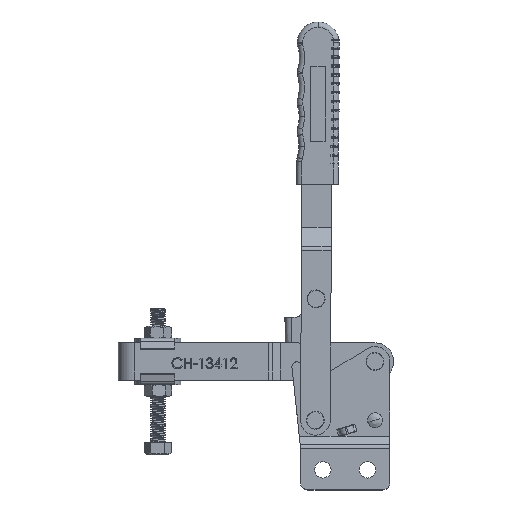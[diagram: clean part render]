
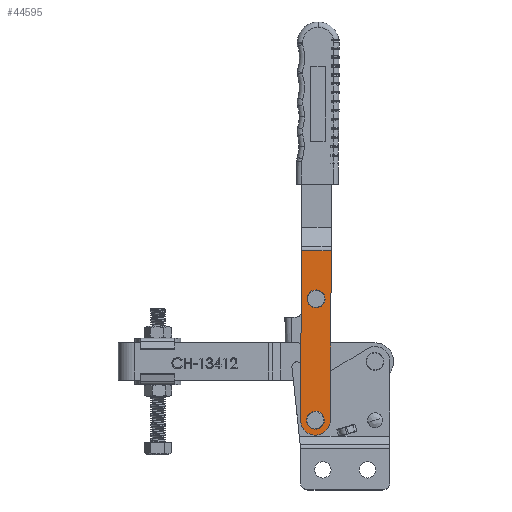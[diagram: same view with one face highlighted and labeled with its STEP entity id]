
A CAD part, top view. The second image highlights one B-rep face of the part: STEP entity #44595.
In plain terms, the highlighted face is planar.
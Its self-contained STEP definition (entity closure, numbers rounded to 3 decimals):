
#713 = VERTEX_POINT ( 'NONE', #30626 ) ;
#884 = DIRECTION ( 'NONE',  ( 0., -1., 0. ) ) ;
#892 = LINE ( 'NONE', #52160, #23033 ) ;
#1078 = DIRECTION ( 'NONE',  ( 0., -1., 0. ) ) ;
#1581 = CARTESIAN_POINT ( 'NONE',  ( 10., 0., 20. ) ) ;
#3365 = EDGE_CURVE ( 'NONE', #18583, #23396, #14607, .T. ) ;
#3387 = FACE_BOUND ( 'NONE', #19182, .T. ) ;
#4352 = PLANE ( 'NONE',  #38323 ) ;
#4561 = CARTESIAN_POINT ( 'NONE',  ( 0., 0., 10. ) ) ;
#4686 = FACE_OUTER_BOUND ( 'NONE', #35487, .T. ) ;
#5506 = DIRECTION ( 'NONE',  ( 1., 0., 0. ) ) ;
#5881 = CARTESIAN_POINT ( 'NONE',  ( 10., 0., 14. ) ) ;
#6944 = CARTESIAN_POINT ( 'NONE',  ( 91.5, 0., 10. ) ) ;
#7095 = EDGE_CURVE ( 'NONE', #49010, #18583, #47526, .T. ) ;
#7364 = CARTESIAN_POINT ( 'NONE',  ( 10., 0., 10. ) ) ;
#8407 = CIRCLE ( 'NONE', #22902, 10. ) ;
#8425 = VECTOR ( 'NONE', #5506, 1000. ) ;
#8614 = CIRCLE ( 'NONE', #29397, 4. ) ;
#10701 = DIRECTION ( 'NONE',  ( 0., -1., 0. ) ) ;
#11118 = DIRECTION ( 'NONE',  ( 0., 0., -1. ) ) ;
#11295 = AXIS2_PLACEMENT_3D ( 'NONE', #25972, #1078, #30139 ) ;
#11561 = DIRECTION ( 'NONE',  ( 0., 0., 1. ) ) ;
#11603 = VERTEX_POINT ( 'NONE', #5881 ) ;
#11693 = EDGE_CURVE ( 'NONE', #37764, #713, #29573, .T. ) ;
#12611 = EDGE_CURVE ( 'NONE', #46397, #23396, #892, .T. ) ;
#13176 = EDGE_CURVE ( 'NONE', #11603, #31004, #35299, .T. ) ;
#13483 = CARTESIAN_POINT ( 'NONE',  ( 91.5, 0., 14. ) ) ;
#14438 = FACE_BOUND ( 'NONE', #39867, .T. ) ;
#14607 = LINE ( 'NONE', #33066, #23079 ) ;
#15532 = CARTESIAN_POINT ( 'NONE',  ( 10., 0., 6. ) ) ;
#16275 = ORIENTED_EDGE ( 'NONE', *, *, #13176, .F. ) ;
#17720 = CARTESIAN_POINT ( 'NONE',  ( 0., 0., 20. ) ) ;
#18366 = DIRECTION ( 'NONE',  ( 0., -1., 0. ) ) ;
#18583 = VERTEX_POINT ( 'NONE', #30013 ) ;
#19182 = EDGE_LOOP ( 'NONE', ( #23397, #16275 ) ) ;
#21110 = DIRECTION ( 'NONE',  ( 0., 0., 1. ) ) ;
#21926 = AXIS2_PLACEMENT_3D ( 'NONE', #6944, #35994, #11118 ) ;
#22486 = ORIENTED_EDGE ( 'NONE', *, *, #42314, .F. ) ;
#22902 = AXIS2_PLACEMENT_3D ( 'NONE', #7364, #36418, #11561 ) ;
#23033 = VECTOR ( 'NONE', #27503, 1000. ) ;
#23079 = VECTOR ( 'NONE', #32920, 1000. ) ;
#23396 = VERTEX_POINT ( 'NONE', #24595 ) ;
#23397 = ORIENTED_EDGE ( 'NONE', *, *, #24687, .F. ) ;
#24595 = CARTESIAN_POINT ( 'NONE',  ( 124., 0., 0. ) ) ;
#24687 = EDGE_CURVE ( 'NONE', #31004, #11603, #8614, .T. ) ;
#25779 = CARTESIAN_POINT ( 'NONE',  ( 10., 0., 10. ) ) ;
#25972 = CARTESIAN_POINT ( 'NONE',  ( 10., 0., 10. ) ) ;
#27167 = AXIS2_PLACEMENT_3D ( 'NONE', #43154, #18366, #47335 ) ;
#27503 = DIRECTION ( 'NONE',  ( 0., 0., -1. ) ) ;
#27525 = CIRCLE ( 'NONE', #27167, 4. ) ;
#27570 = EDGE_CURVE ( 'NONE', #38365, #49010, #8407, .T. ) ;
#29397 = AXIS2_PLACEMENT_3D ( 'NONE', #25779, #884, #29953 ) ;
#29573 = CIRCLE ( 'NONE', #21926, 4. ) ;
#29953 = DIRECTION ( 'NONE',  ( 0., 0., -1. ) ) ;
#29972 = ORIENTED_EDGE ( 'NONE', *, *, #27570, .T. ) ;
#30013 = CARTESIAN_POINT ( 'NONE',  ( 10., 0., 0. ) ) ;
#30139 = DIRECTION ( 'NONE',  ( 0., 0., 1. ) ) ;
#30537 = LINE ( 'NONE', #17720, #8425 ) ;
#30626 = CARTESIAN_POINT ( 'NONE',  ( 91.5, 0., 6. ) ) ;
#31004 = VERTEX_POINT ( 'NONE', #15532 ) ;
#32920 = DIRECTION ( 'NONE',  ( 1., 0., 0. ) ) ;
#33066 = CARTESIAN_POINT ( 'NONE',  ( 0., 0., 0. ) ) ;
#34052 = ORIENTED_EDGE ( 'NONE', *, *, #11693, .F. ) ;
#35299 = CIRCLE ( 'NONE', #48316, 4. ) ;
#35487 = EDGE_LOOP ( 'NONE', ( #29972, #44504, #38765, #41115, #45513 ) ) ;
#35598 = CARTESIAN_POINT ( 'NONE',  ( 10., 0., 10. ) ) ;
#35994 = DIRECTION ( 'NONE',  ( 0., -1., 0. ) ) ;
#36418 = DIRECTION ( 'NONE',  ( 0., -1., 0. ) ) ;
#37563 = CARTESIAN_POINT ( 'NONE',  ( 0., 0., 20. ) ) ;
#37764 = VERTEX_POINT ( 'NONE', #13483 ) ;
#38323 = AXIS2_PLACEMENT_3D ( 'NONE', #37563, #45887, #21110 ) ;
#38365 = VERTEX_POINT ( 'NONE', #1581 ) ;
#38765 = ORIENTED_EDGE ( 'NONE', *, *, #3365, .T. ) ;
#39724 = DIRECTION ( 'NONE',  ( 0., 0., -1. ) ) ;
#39867 = EDGE_LOOP ( 'NONE', ( #22486, #34052 ) ) ;
#41115 = ORIENTED_EDGE ( 'NONE', *, *, #12611, .F. ) ;
#42314 = EDGE_CURVE ( 'NONE', #713, #37764, #27525, .T. ) ;
#43154 = CARTESIAN_POINT ( 'NONE',  ( 91.5, 0., 10. ) ) ;
#44504 = ORIENTED_EDGE ( 'NONE', *, *, #7095, .T. ) ;
#44595 = ADVANCED_FACE ( 'NONE', ( #14438, #3387, #4686 ), #4352, .F. ) ;
#45513 = ORIENTED_EDGE ( 'NONE', *, *, #46402, .F. ) ;
#45887 = DIRECTION ( 'NONE',  ( 0., 1., 0. ) ) ;
#46397 = VERTEX_POINT ( 'NONE', #51064 ) ;
#46402 = EDGE_CURVE ( 'NONE', #38365, #46397, #30537, .T. ) ;
#47335 = DIRECTION ( 'NONE',  ( 0., 0., -1. ) ) ;
#47526 = CIRCLE ( 'NONE', #11295, 10. ) ;
#48316 = AXIS2_PLACEMENT_3D ( 'NONE', #35598, #10701, #39724 ) ;
#49010 = VERTEX_POINT ( 'NONE', #4561 ) ;
#51064 = CARTESIAN_POINT ( 'NONE',  ( 124., 0., 20. ) ) ;
#52160 = CARTESIAN_POINT ( 'NONE',  ( 124., 0., 20. ) ) ;
